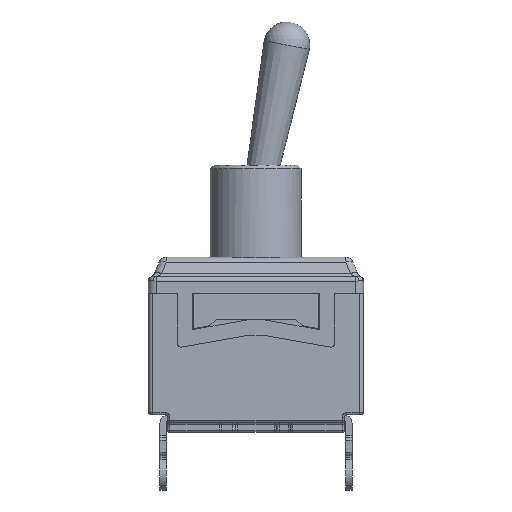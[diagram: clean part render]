
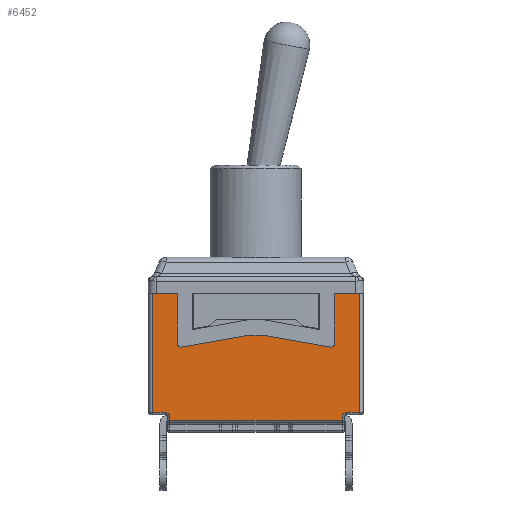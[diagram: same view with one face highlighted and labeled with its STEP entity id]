
A CAD part, front view. The second image highlights one B-rep face of the part: STEP entity #6452.
In plain terms, the highlighted planar face has unit normal (0, -1, 0).
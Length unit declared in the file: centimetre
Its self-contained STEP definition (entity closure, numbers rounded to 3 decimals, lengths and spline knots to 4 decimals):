
#300=PLANE('',#6986);
#556=LINE('',#10113,#1089);
#564=LINE('',#10134,#1097);
#570=LINE('',#10146,#1103);
#610=LINE('',#10236,#1143);
#614=LINE('',#10254,#1147);
#623=LINE('',#10280,#1156);
#627=LINE('',#10290,#1160);
#628=LINE('',#10294,#1161);
#629=LINE('',#10295,#1162);
#630=LINE('',#10297,#1163);
#631=LINE('',#10299,#1164);
#632=LINE('',#10303,#1165);
#633=LINE('',#10305,#1166);
#634=LINE('',#10307,#1167);
#1089=VECTOR('',#8047,1.);
#1097=VECTOR('',#8063,1.);
#1103=VECTOR('',#8071,1.);
#1143=VECTOR('',#8145,1.);
#1147=VECTOR('',#8165,1.);
#1156=VECTOR('',#8194,1.);
#1160=VECTOR('',#8206,1.);
#1161=VECTOR('',#8209,1.);
#1162=VECTOR('',#8210,1.);
#1163=VECTOR('',#8213,1.);
#1164=VECTOR('',#8214,1.);
#1165=VECTOR('',#8217,1.);
#1166=VECTOR('',#8218,1.);
#1167=VECTOR('',#8219,1.);
#1705=FACE_OUTER_BOUND('',#2116,.T.);
#2116=EDGE_LOOP('',(#4996,#4997,#4998,#4999,#5000,#5001,#5002,#5003,#5004,
#5005,#5006,#5007,#5008,#5009,#5010,#5011,#5012,#5013,#5014,#5015));
#2502=CIRCLE('',#6970,0.05);
#2504=CIRCLE('',#6974,0.05);
#2507=CIRCLE('',#6983,0.05);
#2509=CIRCLE('',#6987,0.05);
#2510=CIRCLE('',#6988,0.06);
#2511=CIRCLE('',#6989,0.06);
#2951=VERTEX_POINT('',#10110);
#2952=VERTEX_POINT('',#10112);
#2959=VERTEX_POINT('',#10130);
#2961=VERTEX_POINT('',#10133);
#2964=VERTEX_POINT('',#10140);
#2966=VERTEX_POINT('',#10144);
#2998=VERTEX_POINT('',#10233);
#2999=VERTEX_POINT('',#10235);
#3003=VERTEX_POINT('',#10247);
#3004=VERTEX_POINT('',#10251);
#3007=VERTEX_POINT('',#10259);
#3011=VERTEX_POINT('',#10277);
#3014=VERTEX_POINT('',#10287);
#3015=VERTEX_POINT('',#10292);
#3016=VERTEX_POINT('',#10293);
#3017=VERTEX_POINT('',#10298);
#3018=VERTEX_POINT('',#10300);
#3019=VERTEX_POINT('',#10302);
#3020=VERTEX_POINT('',#10304);
#3021=VERTEX_POINT('',#10306);
#3640=EDGE_CURVE('',#2952,#2951,#556,.T.);
#3650=EDGE_CURVE('',#2961,#2959,#564,.T.);
#3656=EDGE_CURVE('',#2964,#2966,#570,.T.);
#3699=EDGE_CURVE('',#2998,#2999,#610,.T.);
#3705=EDGE_CURVE('',#2964,#3003,#2502,.F.);
#3708=EDGE_CURVE('',#2951,#3004,#614,.T.);
#3712=EDGE_CURVE('',#3007,#3004,#2504,.F.);
#3721=EDGE_CURVE('',#3007,#3011,#623,.T.);
#3723=EDGE_CURVE('',#3011,#2961,#2507,.T.);
#3727=EDGE_CURVE('',#3014,#3003,#627,.T.);
#3728=EDGE_CURVE('',#3015,#3016,#628,.T.);
#3729=EDGE_CURVE('',#2952,#3015,#629,.T.);
#3730=EDGE_CURVE('',#2959,#3014,#2509,.T.);
#3731=EDGE_CURVE('',#2966,#2999,#630,.T.);
#3732=EDGE_CURVE('',#3017,#2998,#631,.T.);
#3733=EDGE_CURVE('',#3018,#3017,#2510,.T.);
#3734=EDGE_CURVE('',#3019,#3018,#632,.T.);
#3735=EDGE_CURVE('',#3020,#3019,#633,.T.);
#3736=EDGE_CURVE('',#3021,#3020,#634,.T.);
#3737=EDGE_CURVE('',#3016,#3021,#2511,.T.);
#4996=ORIENTED_EDGE('',*,*,#3728,.F.);
#4997=ORIENTED_EDGE('',*,*,#3729,.F.);
#4998=ORIENTED_EDGE('',*,*,#3640,.T.);
#4999=ORIENTED_EDGE('',*,*,#3708,.T.);
#5000=ORIENTED_EDGE('',*,*,#3712,.F.);
#5001=ORIENTED_EDGE('',*,*,#3721,.T.);
#5002=ORIENTED_EDGE('',*,*,#3723,.T.);
#5003=ORIENTED_EDGE('',*,*,#3650,.T.);
#5004=ORIENTED_EDGE('',*,*,#3730,.T.);
#5005=ORIENTED_EDGE('',*,*,#3727,.T.);
#5006=ORIENTED_EDGE('',*,*,#3705,.F.);
#5007=ORIENTED_EDGE('',*,*,#3656,.T.);
#5008=ORIENTED_EDGE('',*,*,#3731,.T.);
#5009=ORIENTED_EDGE('',*,*,#3699,.F.);
#5010=ORIENTED_EDGE('',*,*,#3732,.F.);
#5011=ORIENTED_EDGE('',*,*,#3733,.F.);
#5012=ORIENTED_EDGE('',*,*,#3734,.F.);
#5013=ORIENTED_EDGE('',*,*,#3735,.F.);
#5014=ORIENTED_EDGE('',*,*,#3736,.F.);
#5015=ORIENTED_EDGE('',*,*,#3737,.F.);
#6452=ADVANCED_FACE('',(#1705),#300,.T.);
#6970=AXIS2_PLACEMENT_3D('',#10248,#8159,#8160);
#6974=AXIS2_PLACEMENT_3D('',#10261,#8172,#8173);
#6983=AXIS2_PLACEMENT_3D('',#10283,#8198,#8199);
#6986=AXIS2_PLACEMENT_3D('',#10291,#8207,#8208);
#6987=AXIS2_PLACEMENT_3D('',#10296,#8211,#8212);
#6988=AXIS2_PLACEMENT_3D('',#10301,#8215,#8216);
#6989=AXIS2_PLACEMENT_3D('',#10308,#8220,#8221);
#8047=DIRECTION('',(-1.,0.,0.));
#8063=DIRECTION('',(-1.,0.,0.));
#8071=DIRECTION('',(0.,0.,1.));
#8145=DIRECTION('',(0.,0.,1.));
#8159=DIRECTION('center_axis',(0.,1.,0.));
#8160=DIRECTION('ref_axis',(-0.643,0.,-0.766));
#8165=DIRECTION('',(0.,0.,-1.));
#8172=DIRECTION('center_axis',(0.,1.,0.));
#8173=DIRECTION('ref_axis',(0.643,0.,-0.766));
#8194=DIRECTION('',(-0.985,0.,0.174));
#8198=DIRECTION('center_axis',(0.,-1.,0.));
#8199=DIRECTION('ref_axis',(0.087,0.,0.996));
#8206=DIRECTION('',(-0.985,0.,-0.174));
#8207=DIRECTION('center_axis',(0.,-1.,0.));
#8208=DIRECTION('ref_axis',(0.,0.,-1.));
#8209=DIRECTION('',(-1.,0.,0.));
#8210=DIRECTION('',(0.,0.,-1.));
#8211=DIRECTION('center_axis',(0.,-1.,0.));
#8212=DIRECTION('ref_axis',(-0.087,0.,0.996));
#8213=DIRECTION('',(-1.,0.,0.));
#8214=DIRECTION('',(-1.,0.,0.));
#8215=DIRECTION('center_axis',(0.,-1.,0.));
#8216=DIRECTION('ref_axis',(0.707,0.,0.707));
#8217=DIRECTION('',(0.,0.,1.));
#8218=DIRECTION('',(-1.,0.,0.));
#8219=DIRECTION('',(0.,0.,-1.));
#8220=DIRECTION('center_axis',(0.,-1.,0.));
#8221=DIRECTION('ref_axis',(-0.707,0.,0.707));
#10110=CARTESIAN_POINT('',(1.025,-0.655,0.));
#10112=CARTESIAN_POINT('',(1.3475,-0.655,0.));
#10113=CARTESIAN_POINT('',(1.3975,-0.655,0.));
#10130=CARTESIAN_POINT('',(-0.0833,-0.655,-0.545));
#10133=CARTESIAN_POINT('',(0.0833,-0.655,-0.545));
#10134=CARTESIAN_POINT('',(-0.7426,-0.655,-0.545));
#10140=CARTESIAN_POINT('',(-1.025,-0.655,-0.6507));
#10144=CARTESIAN_POINT('',(-1.025,-0.655,0.));
#10146=CARTESIAN_POINT('',(-1.025,-0.655,0.));
#10233=CARTESIAN_POINT('',(-1.3475,-0.655,-1.55));
#10235=CARTESIAN_POINT('',(-1.3475,-0.655,0.));
#10236=CARTESIAN_POINT('',(-1.3475,-0.655,0.));
#10247=CARTESIAN_POINT('',(-0.9663,-0.655,-0.6999));
#10248=CARTESIAN_POINT('Origin',(-0.975,-0.655,-0.6507));
#10251=CARTESIAN_POINT('',(1.025,-0.655,-0.6507));
#10254=CARTESIAN_POINT('',(1.025,-0.655,-0.3551));
#10259=CARTESIAN_POINT('',(0.9663,-0.655,-0.6999));
#10261=CARTESIAN_POINT('Origin',(0.975,-0.655,-0.6507));
#10277=CARTESIAN_POINT('',(0.092,-0.655,-0.5458));
#10280=CARTESIAN_POINT('',(-0.6791,-0.655,-0.4098));
#10283=CARTESIAN_POINT('Origin',(0.0833,-0.655,-0.595));
#10287=CARTESIAN_POINT('',(-0.092,-0.655,-0.5458));
#10290=CARTESIAN_POINT('',(-1.1449,-0.655,-0.7314));
#10291=CARTESIAN_POINT('Origin',(-1.3975,-0.655,0.));
#10292=CARTESIAN_POINT('',(1.3475,-0.655,-1.55));
#10293=CARTESIAN_POINT('',(1.18,-0.655,-1.55));
#10294=CARTESIAN_POINT('',(-0.6988,-0.655,-1.55));
#10295=CARTESIAN_POINT('',(1.3475,-0.655,0.));
#10296=CARTESIAN_POINT('Origin',(-0.0833,-0.655,-0.595));
#10297=CARTESIAN_POINT('',(1.3975,-0.655,0.));
#10298=CARTESIAN_POINT('',(-1.18,-0.655,-1.55));
#10299=CARTESIAN_POINT('',(-0.6988,-0.655,-1.55));
#10300=CARTESIAN_POINT('',(-1.12,-0.655,-1.61));
#10301=CARTESIAN_POINT('Origin',(-1.18,-0.655,-1.61));
#10302=CARTESIAN_POINT('',(-1.12,-0.655,-1.65));
#10303=CARTESIAN_POINT('',(-1.12,-0.655,-0.79));
#10304=CARTESIAN_POINT('',(1.12,-0.655,-1.65));
#10305=CARTESIAN_POINT('',(-0.6988,-0.655,-1.65));
#10306=CARTESIAN_POINT('',(1.12,-0.655,-1.61));
#10307=CARTESIAN_POINT('',(1.12,-0.655,-0.79));
#10308=CARTESIAN_POINT('Origin',(1.18,-0.655,-1.61));
